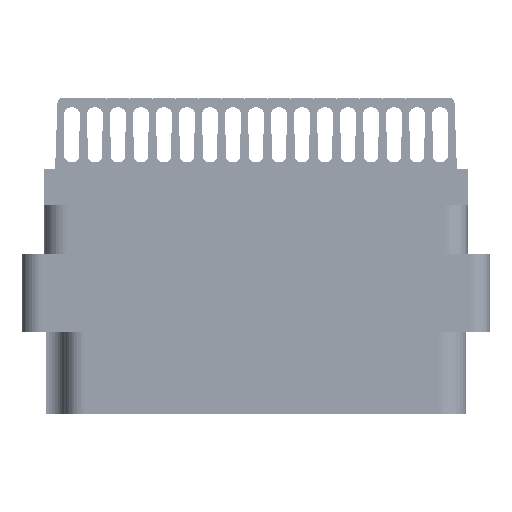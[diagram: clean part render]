
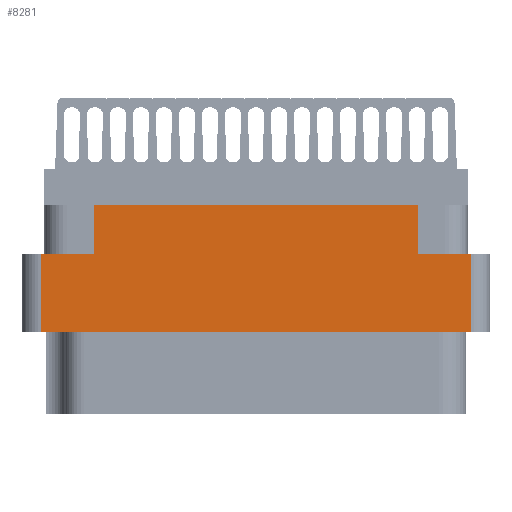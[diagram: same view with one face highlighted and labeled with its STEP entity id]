
A CAD part, left-side view. The second image highlights one B-rep face of the part: STEP entity #8281.
In plain terms, the highlighted planar face has unit normal (-1, 0, 0).
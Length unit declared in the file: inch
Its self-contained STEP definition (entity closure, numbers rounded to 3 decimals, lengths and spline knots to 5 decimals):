
#3314 = EDGE_CURVE ( 'NONE', #46631, #48532, #6808, .T. ) ;
#3515 = LINE ( 'NONE', #3589, #46159 ) ;
#3589 = CARTESIAN_POINT ( 'NONE',  ( -1.375, -0.7005, -0.798 ) ) ;
#6808 = LINE ( 'NONE', #23051, #83444 ) ;
#8175 = CARTESIAN_POINT ( 'NONE',  ( -1.375, 0.7005, -0.798 ) ) ;
#8281 = ADVANCED_FACE ( 'NONE', ( #54266 ), #67680, .T. ) ;
#9525 = EDGE_CURVE ( 'NONE', #60807, #48532, #68282, .T. ) ;
#9910 = LINE ( 'NONE', #8175, #36153 ) ;
#10087 = VECTOR ( 'NONE', #36895, 39.37008 ) ;
#13013 = EDGE_CURVE ( 'NONE', #89286, #33768, #9910, .T. ) ;
#14365 = VERTEX_POINT ( 'NONE', #22592 ) ;
#15206 = VERTEX_POINT ( 'NONE', #61013 ) ;
#16064 = DIRECTION ( 'NONE',  ( 0., -1., 0. ) ) ;
#16787 = CARTESIAN_POINT ( 'NONE',  ( -1.375, 0.5285, -0.277 ) ) ;
#18237 = EDGE_CURVE ( 'NONE', #18954, #14365, #3515, .T. ) ;
#18406 = DIRECTION ( 'NONE',  ( 0., 0., 1. ) ) ;
#18954 = VERTEX_POINT ( 'NONE', #53959 ) ;
#19426 = EDGE_CURVE ( 'NONE', #89286, #15206, #30459, .T. ) ;
#19506 = LINE ( 'NONE', #16787, #23886 ) ;
#19677 = EDGE_CURVE ( 'NONE', #15206, #46631, #19506, .T. ) ;
#20713 = CARTESIAN_POINT ( 'NONE',  ( -1.375, 0.5285, -0.117 ) ) ;
#22592 = CARTESIAN_POINT ( 'NONE',  ( -1.375, -0.7005, -0.277 ) ) ;
#23051 = CARTESIAN_POINT ( 'NONE',  ( -1.375, 0.7625, -0.117 ) ) ;
#23886 = VECTOR ( 'NONE', #43721, 39.37008 ) ;
#28682 = LINE ( 'NONE', #72418, #10087 ) ;
#28963 = DIRECTION ( 'NONE',  ( 0., 0., -1. ) ) ;
#29334 = VECTOR ( 'NONE', #83245, 39.37008 ) ;
#30459 = LINE ( 'NONE', #68580, #29334 ) ;
#30534 = DIRECTION ( 'NONE',  ( 0., 1., 0. ) ) ;
#31379 = DIRECTION ( 'NONE',  ( 0., 0., 1. ) ) ;
#32462 = CARTESIAN_POINT ( 'NONE',  ( -1.375, 0.7005, -0.277 ) ) ;
#33768 = VERTEX_POINT ( 'NONE', #64006 ) ;
#35311 = ORIENTED_EDGE ( 'NONE', *, *, #9525, .T. ) ;
#35981 = LINE ( 'NONE', #65482, #61210 ) ;
#36153 = VECTOR ( 'NONE', #28963, 39.37008 ) ;
#36895 = DIRECTION ( 'NONE',  ( 0., -1., 0. ) ) ;
#43721 = DIRECTION ( 'NONE',  ( 0., 0., 1. ) ) ;
#46159 = VECTOR ( 'NONE', #80725, 39.37008 ) ;
#46631 = VERTEX_POINT ( 'NONE', #20713 ) ;
#48532 = VERTEX_POINT ( 'NONE', #50942 ) ;
#50942 = CARTESIAN_POINT ( 'NONE',  ( -1.375, -0.5285, -0.117 ) ) ;
#53959 = CARTESIAN_POINT ( 'NONE',  ( -1.375, -0.7005, -0.529 ) ) ;
#54266 = FACE_OUTER_BOUND ( 'NONE', #88158, .T. ) ;
#59211 = ORIENTED_EDGE ( 'NONE', *, *, #13013, .T. ) ;
#60807 = VERTEX_POINT ( 'NONE', #79909 ) ;
#60933 = ORIENTED_EDGE ( 'NONE', *, *, #19677, .F. ) ;
#61013 = CARTESIAN_POINT ( 'NONE',  ( -1.375, 0.5285, -0.277 ) ) ;
#61210 = VECTOR ( 'NONE', #30534, 39.37008 ) ;
#63677 = ORIENTED_EDGE ( 'NONE', *, *, #19426, .F. ) ;
#64006 = CARTESIAN_POINT ( 'NONE',  ( -1.375, 0.7005, -0.529 ) ) ;
#65482 = CARTESIAN_POINT ( 'NONE',  ( -1.375, 0., -0.529 ) ) ;
#67057 = AXIS2_PLACEMENT_3D ( 'NONE', #80857, #88814, #18406 ) ;
#67680 = PLANE ( 'NONE',  #67057 ) ;
#68282 = LINE ( 'NONE', #74266, #84718 ) ;
#68580 = CARTESIAN_POINT ( 'NONE',  ( -1.375, 0., -0.277 ) ) ;
#68681 = ORIENTED_EDGE ( 'NONE', *, *, #3314, .F. ) ;
#72418 = CARTESIAN_POINT ( 'NONE',  ( -1.375, 0., -0.277 ) ) ;
#74266 = CARTESIAN_POINT ( 'NONE',  ( -1.375, -0.5285, -0.277 ) ) ;
#77380 = EDGE_CURVE ( 'NONE', #60807, #14365, #28682, .T. ) ;
#79174 = EDGE_CURVE ( 'NONE', #18954, #33768, #35981, .T. ) ;
#79374 = ORIENTED_EDGE ( 'NONE', *, *, #18237, .T. ) ;
#79755 = ORIENTED_EDGE ( 'NONE', *, *, #79174, .F. ) ;
#79909 = CARTESIAN_POINT ( 'NONE',  ( -1.375, -0.5285, -0.277 ) ) ;
#80544 = ORIENTED_EDGE ( 'NONE', *, *, #77380, .F. ) ;
#80725 = DIRECTION ( 'NONE',  ( 0., 0., 1. ) ) ;
#80857 = CARTESIAN_POINT ( 'NONE',  ( -1.375, -0.7625, -0.798 ) ) ;
#83245 = DIRECTION ( 'NONE',  ( 0., -1., 0. ) ) ;
#83444 = VECTOR ( 'NONE', #16064, 39.37008 ) ;
#84718 = VECTOR ( 'NONE', #31379, 39.37008 ) ;
#88158 = EDGE_LOOP ( 'NONE', ( #63677, #59211, #79755, #79374, #80544, #35311, #68681, #60933 ) ) ;
#88814 = DIRECTION ( 'NONE',  ( -1., 0., 0. ) ) ;
#89286 = VERTEX_POINT ( 'NONE', #32462 ) ;
